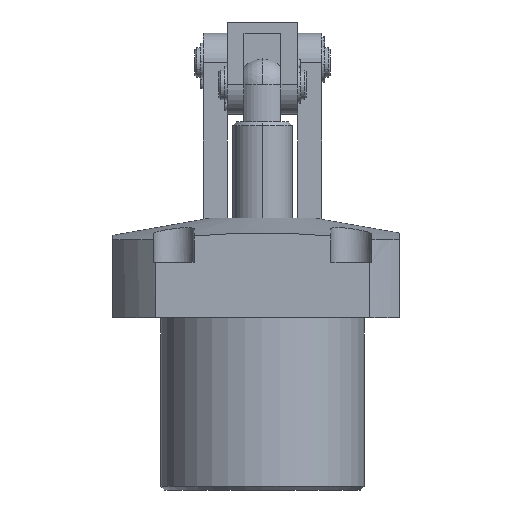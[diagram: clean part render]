
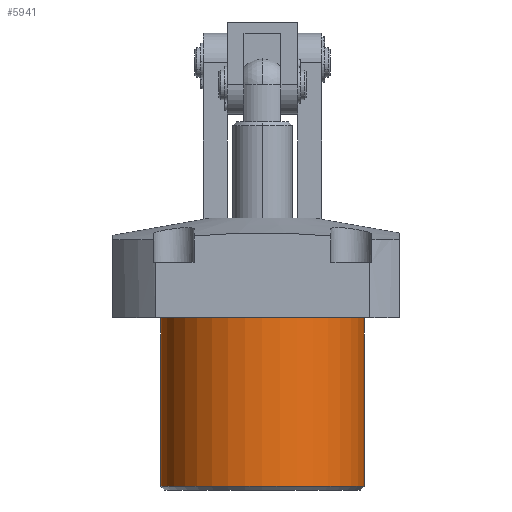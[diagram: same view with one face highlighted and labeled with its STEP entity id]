
A CAD part, front view. The second image highlights one B-rep face of the part: STEP entity #5941.
In plain terms, the highlighted cylindrical face has radius 27.5 mm (diameter 55 mm), a partial arc.
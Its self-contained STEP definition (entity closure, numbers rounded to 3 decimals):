
#648 = LINE ( 'NONE', #3267, #654 ) ;
#654 = VECTOR ( 'NONE', #3250, 1000. ) ;
#655 = LINE ( 'NONE', #3255, #657 ) ;
#657 = VECTOR ( 'NONE', #3274, 1000. ) ;
#694 = CIRCLE ( 'NONE', #2220, 27.5 ) ;
#725 = CIRCLE ( 'NONE', #2214, 27.5 ) ;
#2145 = AXIS2_PLACEMENT_3D ( 'NONE', #5438, #5447, #5478 ) ;
#2214 = AXIS2_PLACEMENT_3D ( 'NONE', #9363, #9362, #9361 ) ;
#2220 = AXIS2_PLACEMENT_3D ( 'NONE', #9229, #9228, #9200 ) ;
#3250 = DIRECTION ( 'NONE',  ( 0., 0., 1. ) ) ;
#3255 = CARTESIAN_POINT ( 'NONE',  ( 27.5, 0., -46.5 ) ) ;
#3267 = CARTESIAN_POINT ( 'NONE',  ( -27.5, 0., -46.5 ) ) ;
#3274 = DIRECTION ( 'NONE',  ( 0., 0., 1. ) ) ;
#3690 = CARTESIAN_POINT ( 'NONE',  ( 27.5, 0., 0. ) ) ;
#3917 = CARTESIAN_POINT ( 'NONE',  ( 27.5, 0., -45.5 ) ) ;
#3986 = CARTESIAN_POINT ( 'NONE',  ( -27.5, 0., -45.5 ) ) ;
#4069 = CARTESIAN_POINT ( 'NONE',  ( -27.5, 0., 0. ) ) ;
#4459 = EDGE_CURVE ( 'NONE', #8020, #7948, #648, .T. ) ;
#4461 = EDGE_CURVE ( 'NONE', #8103, #7827, #655, .T. ) ;
#4496 = EDGE_CURVE ( 'NONE', #7827, #7948, #694, .T. ) ;
#4512 = EDGE_CURVE ( 'NONE', #8020, #8103, #725, .T. ) ;
#5438 = CARTESIAN_POINT ( 'NONE',  ( 0., 0., -46.5 ) ) ;
#5447 = DIRECTION ( 'NONE',  ( 0., 0., 1. ) ) ;
#5478 = DIRECTION ( 'NONE',  ( 1., 0., 0. ) ) ;
#5941 = ADVANCED_FACE ( 'NONE', ( #9706 ), #9710, .T. ) ;
#7827 = VERTEX_POINT ( 'NONE', #3690 ) ;
#7948 = VERTEX_POINT ( 'NONE', #4069 ) ;
#8020 = VERTEX_POINT ( 'NONE', #3986 ) ;
#8103 = VERTEX_POINT ( 'NONE', #3917 ) ;
#8193 = ORIENTED_EDGE ( 'NONE', *, *, #4496, .T. ) ;
#8195 = ORIENTED_EDGE ( 'NONE', *, *, #4461, .T. ) ;
#8198 = ORIENTED_EDGE ( 'NONE', *, *, #4512, .T. ) ;
#8199 = ORIENTED_EDGE ( 'NONE', *, *, #4459, .F. ) ;
#8980 = EDGE_LOOP ( 'NONE', ( #8199, #8198, #8195, #8193 ) ) ;
#9200 = DIRECTION ( 'NONE',  ( 1., 0., 0. ) ) ;
#9228 = DIRECTION ( 'NONE',  ( 0., 0., -1. ) ) ;
#9229 = CARTESIAN_POINT ( 'NONE',  ( 0., 0., 0. ) ) ;
#9361 = DIRECTION ( 'NONE',  ( -1., 0., 0. ) ) ;
#9362 = DIRECTION ( 'NONE',  ( 0., 0., 1. ) ) ;
#9363 = CARTESIAN_POINT ( 'NONE',  ( 0., 0., -45.5 ) ) ;
#9706 = FACE_OUTER_BOUND ( 'NONE', #8980, .T. ) ;
#9710 = CYLINDRICAL_SURFACE ( 'NONE', #2145, 27.5 ) ;
